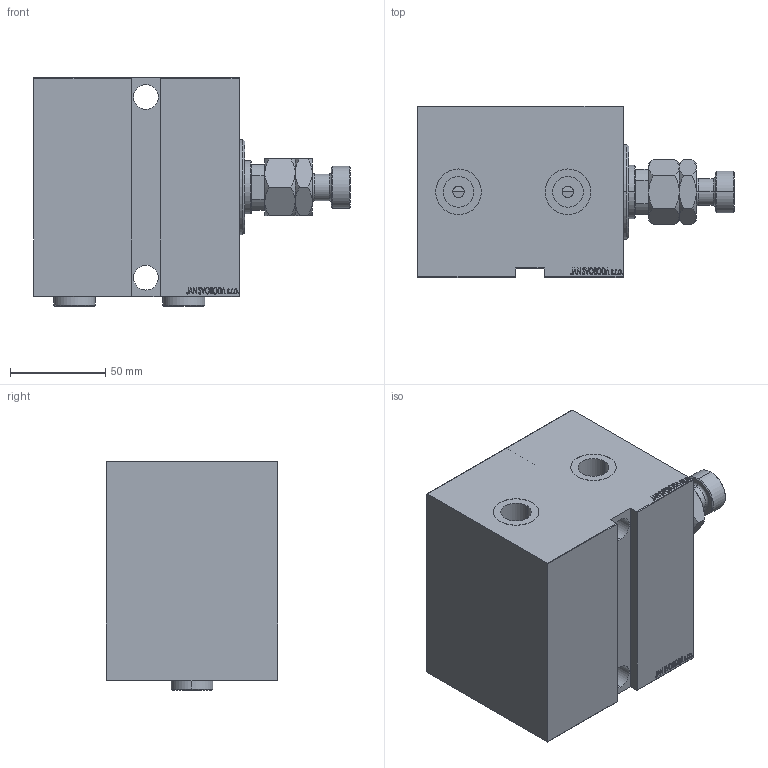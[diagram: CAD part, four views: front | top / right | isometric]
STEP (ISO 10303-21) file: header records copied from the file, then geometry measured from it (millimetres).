
FILE_DESCRIPTION (( 'STEP AP203' ), '1' );
FILE_NAME ('d528.STEP', '2024-02-12T20:18:01', ( '' ), ( '' ), 'SwSTEP 2.0', 'SolidWorks 2019', '' );
FILE_SCHEMA (( 'CONFIG_CONTROL_DESIGN' ));
Length unit declared in the file: millimetre
Products named in the file (6): V450CM_E_VCP 6cb63f1c9b206d5b32221c01a982135b; d528; MFA 6cb63f1c9b206d5b32221c01a982135b; V450CM_VC_B 6cb63f1c9b206d5b32221c01a982135b; Zatka_OIL_PORT 6cb63f1c9b206d5b32221c01a982135b; V450CM_E_Body 6cb63f1c9b206d5b32221c01a982135b
Assembly tree (6 placements, depth 2):
  d528
    V450CM_E_Body 6cb63f1c9b206d5b32221c01a982135b
    V450CM_E_VCP 6cb63f1c9b206d5b32221c01a982135b
    V450CM_VC_B 6cb63f1c9b206d5b32221c01a982135b
    MFA 6cb63f1c9b206d5b32221c01a982135b
    Zatka_OIL_PORT 6cb63f1c9b206d5b32221c01a982135b  x2
Bounding box: 166.5 x 90 x 119.9 mm (x, y, z)
Volume: 1034480.3 mm3; surface area: 139182.4 mm2
Topology: 6 solids, 6 shells, 954 faces, 2402 edges, 1575 vertices
Faces by surface type: plane 460, bspline 380, cylinder 64, cone 46, torus 4
Entity records: 45762 total; most frequent: CARTESIAN_POINT 25187, ORIENTED_EDGE 4720, DIRECTION 2836, EDGE_CURVE 2360, VERTEX_POINT 1551, VECTOR 1372, LINE 1372, EDGE_LOOP 1061
